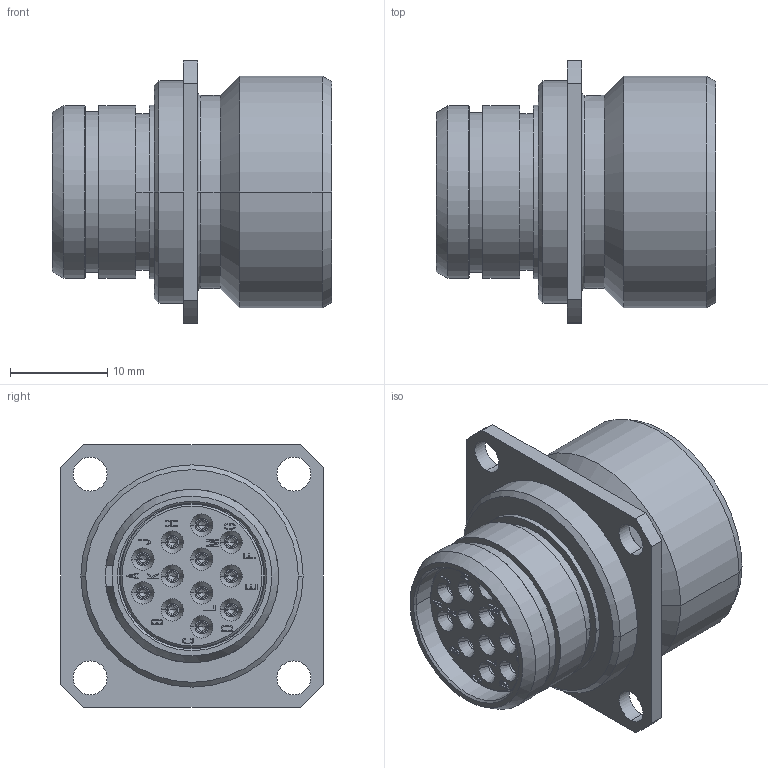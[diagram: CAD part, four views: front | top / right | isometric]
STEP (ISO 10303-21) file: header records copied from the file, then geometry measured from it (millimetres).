
FILE_DESCRIPTION((''),'2;1');
FILE_NAME('1332ER212FZ','2024-07-26T10:54:50',('paultorloting'),('NET AG system integration'),'CREO PARAMETRIC BY PTC INC, 2021404','CREO PARAMETRIC BY PTC INC, 2021404','');
FILE_SCHEMA(('AUTOMOTIVE_DESIGN { 1 0 10303 214 1 1 1 1 }'));
Length unit declared in the file: millimetre
Products named in the file (1): 1332ER212FZ
Bounding box: 28.8 x 27 x 27 mm (x, y, z)
Volume: 6337 mm3; surface area: 8292.5 mm2
Topology: 1 solids, 1 shells, 1187 faces, 3042 edges, 1949 vertices
Faces by surface type: plane 579, cylinder 281, cone 216, torus 105, bspline 6
Entity records: 47807 total; most frequent: CARTESIAN_POINT 10689, ORIENTED_EDGE 6036, DIRECTION 5987, EDGE_CURVE 3018, AXIS2_PLACEMENT_3D 2247, VERTEX_POINT 1949, VECTOR 1490, LINE 1490
